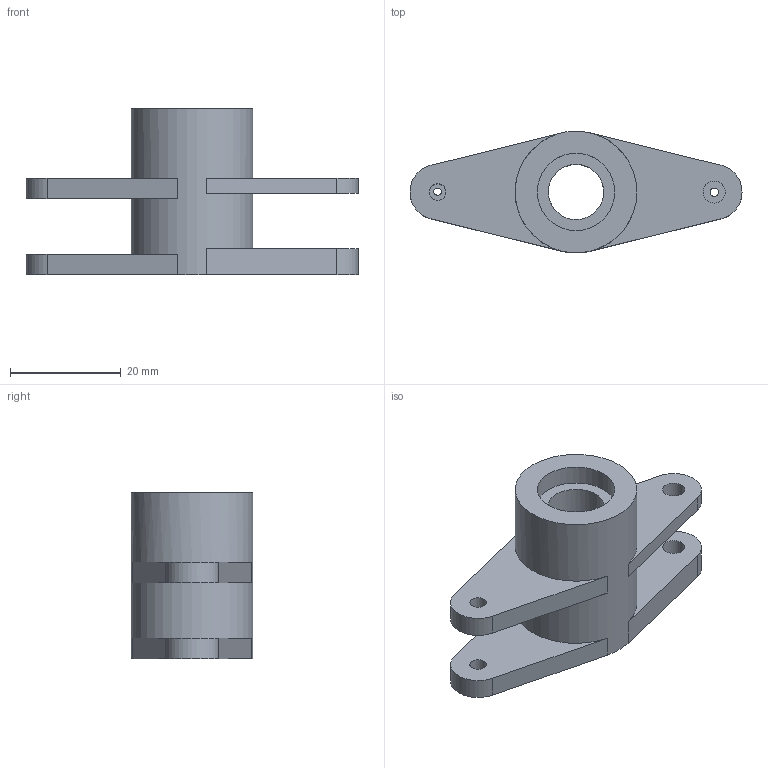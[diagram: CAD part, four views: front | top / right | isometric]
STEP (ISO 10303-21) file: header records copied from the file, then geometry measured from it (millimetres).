
FILE_DESCRIPTION(/* description */ ('Unknown'),/* implementation_level */ '2;1');
FILE_NAME(/* name */ 'Lenkwinkel2.20.2_verbessert',/* time_stamp */ '2024-01-15T17:23:20+01:00',/* author */ ('Unknown'),/* organization */ ('Unknown'),/* preprocessor_version */ 'ST-DEVELOPER v18.104',/* originating_system */ 'Solid Edge',/* authorisation */ 'Unknown');
FILE_SCHEMA (('AUTOMOTIVE_DESIGN {1 0 10303 214 3 1 1}'));
Length unit declared in the file: millimetre
Products named in the file (1): Lenkwinkel2.20.2_verbessert
Bounding box: 60 x 21.96 x 30 mm (x, y, z)
Volume: 12300.8 mm3; surface area: 6388.5 mm2
Topology: 1 solids, 1 shells, 35 faces, 84 edges, 56 vertices
Faces by surface type: plane 20, cylinder 15
Full cylindrical faces by diameter (mm): 1.5 x1, 3 x2, 4 x2, 10 x1, 14 x2, 22 x1
Entity records: 1008 total; most frequent: DIRECTION 180, CARTESIAN_POINT 160, ORIENTED_EDGE 142, AXIS2_PLACEMENT_3D 73, EDGE_CURVE 71, EDGE_LOOP 60, FACE_BOUND 60, VERTEX_POINT 53
